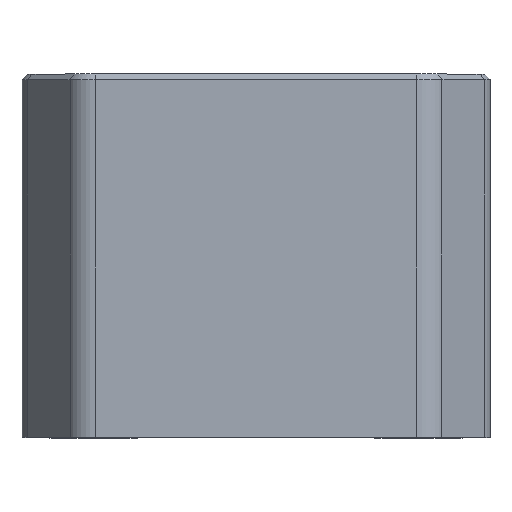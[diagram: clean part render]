
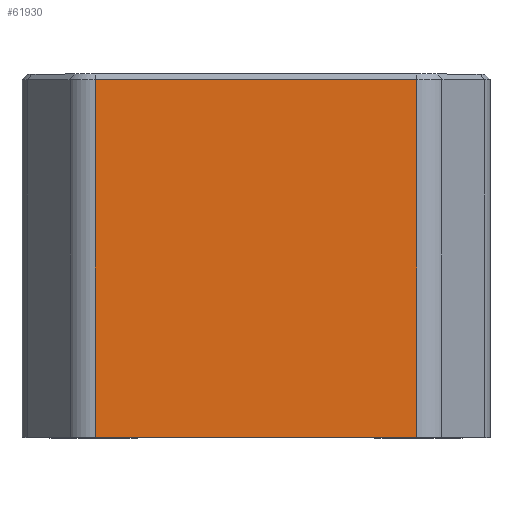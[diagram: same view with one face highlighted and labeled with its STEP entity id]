
A CAD part, top view. The second image highlights one B-rep face of the part: STEP entity #61930.
In plain terms, the highlighted planar face has unit normal (0, 0, 1).
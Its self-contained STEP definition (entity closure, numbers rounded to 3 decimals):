
#13140=CARTESIAN_POINT('',(-83.633,-9.432,117.475))
;
#13150=VERTEX_POINT('',#13140);
#13180=CARTESIAN_POINT('',(-83.633,-5.458,117.475))
;
#13190=DIRECTION('',(0.,1.,0.));
#13200=VECTOR('',#13190,1.);
#13210=LINE('',#13180,#13200);
#13220=CARTESIAN_POINT('',(-83.633,-0.032,117.475
));
#13230=VERTEX_POINT('',#13220);
#13240=EDGE_CURVE('',#13150,#13230,#13210,.T.);
#41330=CARTESIAN_POINT('',(-92.082,-0.032,
117.475));
#41340=VERTEX_POINT('',#41330);
#41440=CARTESIAN_POINT('',(-87.858,-0.032,
117.475));
#41450=DIRECTION('',(-1.,0.,0.));
#41460=VECTOR('',#41450,1.);
#41470=LINE('',#41440,#41460);
#41480=EDGE_CURVE('',#13230,#41340,#41470,.T.);
#61700=CARTESIAN_POINT('',(-84.446,-4.732,117.475)
);
#61710=DIRECTION('',(0.,0.,1.));
#61720=DIRECTION('',(-1.,0.,0.));
#61730=AXIS2_PLACEMENT_3D('',#61700,#61710,#61720);
#61740=PLANE('',#61730);
#61750=ORIENTED_EDGE('',*,*,#13240,.T.);
#61760=CARTESIAN_POINT('',(-86.248,-9.432,
117.475));
#61770=DIRECTION('',(1.,0.,0.));
#61780=VECTOR('',#61770,1.);
#61790=LINE('',#61760,#61780);
#61800=CARTESIAN_POINT('',(-92.082,-9.432,117.475));
#61810=VERTEX_POINT('',#61800);
#61820=EDGE_CURVE('',#61810,#13150,#61790,.T.);
#61830=ORIENTED_EDGE('',*,*,#61820,.T.);
#61840=CARTESIAN_POINT('',(-92.082,-5.458,117.475));
#61850=DIRECTION('',(0.,-1.,0.));
#61860=VECTOR('',#61850,1.);
#61870=LINE('',#61840,#61860);
#61880=EDGE_CURVE('',#41340,#61810,#61870,.T.);
#61890=ORIENTED_EDGE('',*,*,#61880,.T.);
#61900=ORIENTED_EDGE('',*,*,#41480,.T.);
#61910=EDGE_LOOP('',(#61900,#61890,#61830,#61750));
#61920=FACE_OUTER_BOUND('',#61910,.T.);
#61930=ADVANCED_FACE('',(#61920),#61740,.T.);
